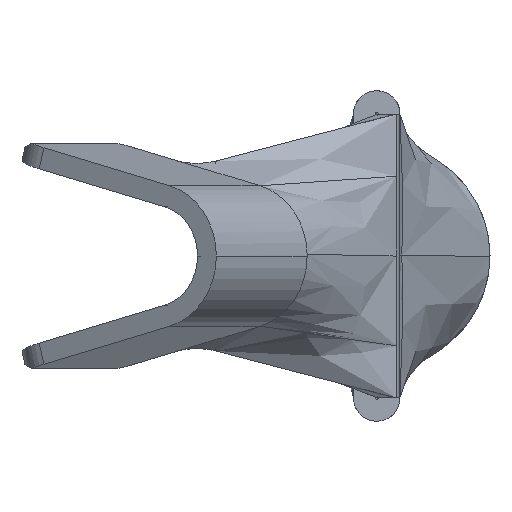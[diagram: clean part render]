
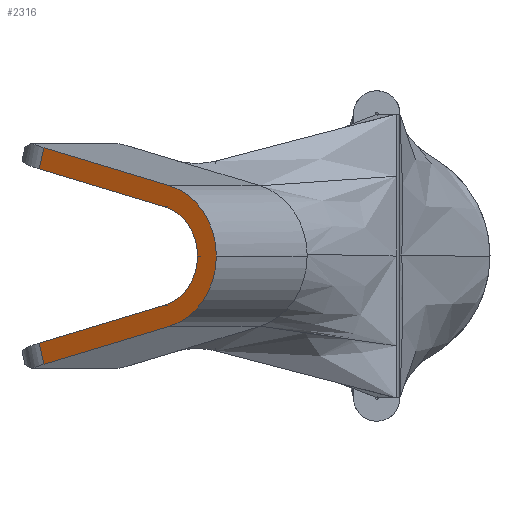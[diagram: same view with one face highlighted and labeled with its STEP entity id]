
A CAD part, left-side view. The second image highlights one B-rep face of the part: STEP entity #2316.
In plain terms, the highlighted planar face has unit normal (-0.866, 0.5, 0).
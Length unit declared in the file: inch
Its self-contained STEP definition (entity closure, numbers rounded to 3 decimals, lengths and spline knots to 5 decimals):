
#89 = VECTOR ( 'NONE', #1586, 39.37008 ) ;
#116 = ORIENTED_EDGE ( 'NONE', *, *, #5431, .T. ) ;
#572 = CARTESIAN_POINT ( 'NONE',  ( -2.18697, 0.45818, 0.14892 ) ) ;
#599 = PLANE ( 'NONE',  #1712 ) ;
#628 = CARTESIAN_POINT ( 'NONE',  ( -2.28284, 0.29211, -0.06772 ) ) ;
#661 = EDGE_CURVE ( 'NONE', #3915, #2446, #1600, .T. ) ;
#710 = EDGE_LOOP ( 'NONE', ( #2434, #1896, #4819, #1910, #2815, #116, #6334, #3204, #4484, #5702 ) ) ;
#1271 = EDGE_CURVE ( 'NONE', #5585, #5327, #1410, .T. ) ;
#1314 = CARTESIAN_POINT ( 'NONE',  ( -2.27398, 0.30746, 0. ) ) ;
#1319 = CIRCLE ( 'NONE', #7018, 0.1 ) ;
#1374 = DIRECTION ( 'NONE',  ( 0.866, -0.5, 0. ) ) ;
#1410 = CIRCLE ( 'NONE', #2301, 0.1 ) ;
#1553 = DIRECTION ( 'NONE',  ( 0.866, -0.5, 0. ) ) ;
#1569 = CARTESIAN_POINT ( 'NONE',  ( -2.28664, 0.28553, 0.09674 ) ) ;
#1586 = DIRECTION ( 'NONE',  ( -0.484, -0.838, 0.253 ) ) ;
#1600 = LINE ( 'NONE', #5705, #89 ) ;
#1712 = AXIS2_PLACEMENT_3D ( 'NONE', #2347, #6465, #2933 ) ;
#1835 = VERTEX_POINT ( 'NONE', #628 ) ;
#1896 = ORIENTED_EDGE ( 'NONE', *, *, #4176, .T. ) ;
#1910 = ORIENTED_EDGE ( 'NONE', *, *, #7349, .T. ) ;
#1934 = DIRECTION ( 'NONE',  ( -0.5, -0.866, 0. ) ) ;
#2177 = LINE ( 'NONE', #5740, #3553 ) ;
#2299 = DIRECTION ( 'NONE',  ( -0.866, 0.5, 0. ) ) ;
#2301 = AXIS2_PLACEMENT_3D ( 'NONE', #1314, #5449, #1934 ) ;
#2316 = ADVANCED_FACE ( 'NONE', ( #5595 ), #599, .T. ) ;
#2342 = CIRCLE ( 'NONE', #6548, 0.07 ) ;
#2347 = CARTESIAN_POINT ( 'NONE',  ( -2.27398, 0.30746, 0. ) ) ;
#2434 = ORIENTED_EDGE ( 'NONE', *, *, #6183, .T. ) ;
#2446 = VERTEX_POINT ( 'NONE', #5383 ) ;
#2500 = CARTESIAN_POINT ( 'NONE',  ( -2.18697, 0.45818, -0.14892 ) ) ;
#2537 = VECTOR ( 'NONE', #6258, 39.37008 ) ;
#2696 = CARTESIAN_POINT ( 'NONE',  ( -2.17431, 0.48011, 0.05218 ) ) ;
#2810 = CIRCLE ( 'NONE', #3794, 0.07 ) ;
#2815 = ORIENTED_EDGE ( 'NONE', *, *, #1271, .T. ) ;
#2893 = LINE ( 'NONE', #2696, #4832 ) ;
#2921 = EDGE_CURVE ( 'NONE', #5158, #3381, #2810, .T. ) ;
#2933 = DIRECTION ( 'NONE',  ( -0.5, -0.866, 0. ) ) ;
#3204 = ORIENTED_EDGE ( 'NONE', *, *, #4166, .T. ) ;
#3381 = VERTEX_POINT ( 'NONE', #6938 ) ;
#3422 = CARTESIAN_POINT ( 'NONE',  ( -2.28284, 0.29211, 0.06772 ) ) ;
#3536 = LINE ( 'NONE', #1569, #6292 ) ;
#3553 = VECTOR ( 'NONE', #4572, 39.37008 ) ;
#3740 = VECTOR ( 'NONE', #7513, 39.37008 ) ;
#3794 = AXIS2_PLACEMENT_3D ( 'NONE', #4886, #1374, #5495 ) ;
#3915 = VERTEX_POINT ( 'NONE', #2500 ) ;
#4048 = EDGE_CURVE ( 'NONE', #6303, #5482, #2893, .T. ) ;
#4104 = LINE ( 'NONE', #4508, #2537 ) ;
#4166 = EDGE_CURVE ( 'NONE', #5482, #5158, #5302, .T. ) ;
#4176 = EDGE_CURVE ( 'NONE', #5842, #3915, #2177, .T. ) ;
#4224 = CARTESIAN_POINT ( 'NONE',  ( -2.32398, 0.22086, 0. ) ) ;
#4484 = ORIENTED_EDGE ( 'NONE', *, *, #2921, .T. ) ;
#4508 = CARTESIAN_POINT ( 'NONE',  ( -2.28284, 0.29211, -0.06772 ) ) ;
#4572 = DIRECTION ( 'NONE',  ( -0.127, -0.219, -0.967 ) ) ;
#4574 = CARTESIAN_POINT ( 'NONE',  ( -2.28664, 0.28553, 0.09674 ) ) ;
#4755 = EDGE_CURVE ( 'NONE', #3381, #1835, #2342, .T. ) ;
#4819 = ORIENTED_EDGE ( 'NONE', *, *, #661, .T. ) ;
#4832 = VECTOR ( 'NONE', #6240, 39.37008 ) ;
#4886 = CARTESIAN_POINT ( 'NONE',  ( -2.27398, 0.30746, 0. ) ) ;
#5074 = CARTESIAN_POINT ( 'NONE',  ( -2.27398, 0.30746, 0. ) ) ;
#5087 = DIRECTION ( 'NONE',  ( 0.484, 0.838, 0.253 ) ) ;
#5145 = CARTESIAN_POINT ( 'NONE',  ( -2.18317, 0.46476, 0.1199 ) ) ;
#5158 = VERTEX_POINT ( 'NONE', #5606 ) ;
#5302 = LINE ( 'NONE', #3422, #3740 ) ;
#5327 = VERTEX_POINT ( 'NONE', #4574 ) ;
#5383 = CARTESIAN_POINT ( 'NONE',  ( -2.28664, 0.28553, -0.09674 ) ) ;
#5431 = EDGE_CURVE ( 'NONE', #5327, #6303, #3536, .T. ) ;
#5449 = DIRECTION ( 'NONE',  ( -0.866, 0.5, 0. ) ) ;
#5482 = VERTEX_POINT ( 'NONE', #5145 ) ;
#5495 = DIRECTION ( 'NONE',  ( -0.5, -0.866, 0. ) ) ;
#5585 = VERTEX_POINT ( 'NONE', #4224 ) ;
#5595 = FACE_OUTER_BOUND ( 'NONE', #710, .T. ) ;
#5606 = CARTESIAN_POINT ( 'NONE',  ( -2.28284, 0.29211, 0.06772 ) ) ;
#5655 = DIRECTION ( 'NONE',  ( -0.5, -0.866, 0. ) ) ;
#5702 = ORIENTED_EDGE ( 'NONE', *, *, #4755, .T. ) ;
#5705 = CARTESIAN_POINT ( 'NONE',  ( -2.28664, 0.28553, -0.09674 ) ) ;
#5740 = CARTESIAN_POINT ( 'NONE',  ( -2.17431, 0.48011, -0.05218 ) ) ;
#5808 = CARTESIAN_POINT ( 'NONE',  ( -2.27398, 0.30746, 0. ) ) ;
#5842 = VERTEX_POINT ( 'NONE', #7508 ) ;
#6183 = EDGE_CURVE ( 'NONE', #1835, #5842, #4104, .T. ) ;
#6240 = DIRECTION ( 'NONE',  ( 0.127, 0.219, -0.967 ) ) ;
#6258 = DIRECTION ( 'NONE',  ( 0.484, 0.838, -0.253 ) ) ;
#6292 = VECTOR ( 'NONE', #5087, 39.37008 ) ;
#6303 = VERTEX_POINT ( 'NONE', #572 ) ;
#6334 = ORIENTED_EDGE ( 'NONE', *, *, #4048, .T. ) ;
#6411 = DIRECTION ( 'NONE',  ( -0.5, -0.866, 0. ) ) ;
#6465 = DIRECTION ( 'NONE',  ( -0.866, 0.5, 0. ) ) ;
#6548 = AXIS2_PLACEMENT_3D ( 'NONE', #5074, #1553, #5655 ) ;
#6938 = CARTESIAN_POINT ( 'NONE',  ( -2.30898, 0.24684, 0. ) ) ;
#7018 = AXIS2_PLACEMENT_3D ( 'NONE', #5808, #2299, #6411 ) ;
#7349 = EDGE_CURVE ( 'NONE', #2446, #5585, #1319, .T. ) ;
#7508 = CARTESIAN_POINT ( 'NONE',  ( -2.18317, 0.46476, -0.1199 ) ) ;
#7513 = DIRECTION ( 'NONE',  ( -0.484, -0.838, -0.253 ) ) ;
